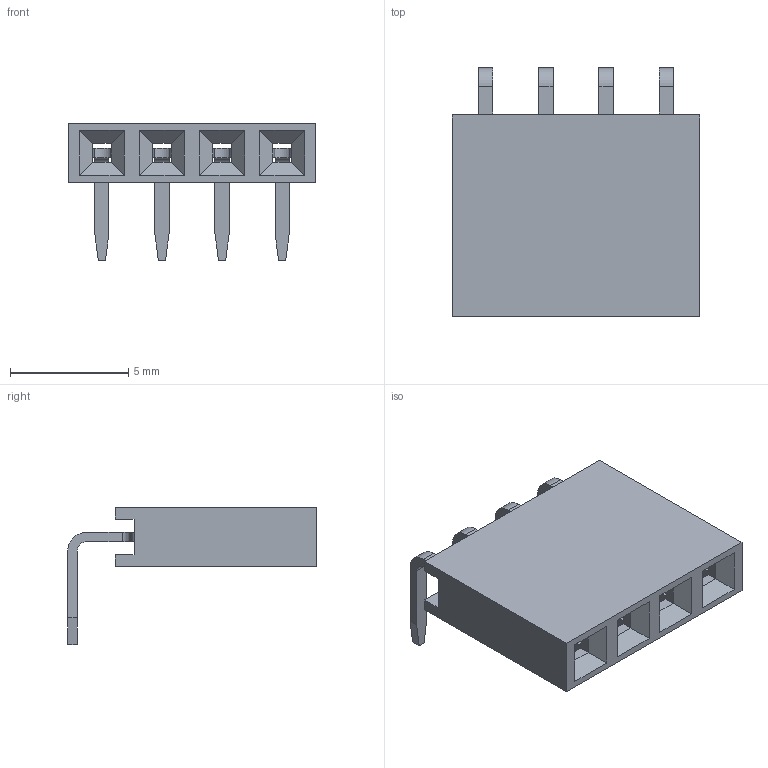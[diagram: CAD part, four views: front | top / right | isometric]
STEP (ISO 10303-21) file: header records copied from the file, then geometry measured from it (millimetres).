
FILE_DESCRIPTION(('STEP AP214'), '1');
FILE_NAME('DS1024-1x5RF1', '2017-07-15T12:19:10', ('Nobody'), (''), 'ASCON STEP Converter 1.3', 'ASCON Math Kernel', '');
FILE_SCHEMA(('AUTOMOTIVE_DESIGN { 1 0 10303 214 3 1 1}'));
Length unit declared in the file: millimetre
Assembly tree (5 placements, depth 2):
  (unnamed)
    (unnamed)
    (unnamed)  x4
Bounding box: 10.46 x 10.5 x 5.8 mm (x, y, z)
Volume: 170.5 mm3; surface area: 633 mm2
Topology: 5 solids, 5 shells, 214 faces, 608 edges, 400 vertices
Faces by surface type: plane 162, cylinder 52
Entity records: 4967 total; most frequent: CARTESIAN_POINT 682, ORIENTED_EDGE 676, DIRECTION 612, EDGE_CURVE 338, LINE 312, VECTOR 312, VERTEX_POINT 220, AXIS2_PLACEMENT_3D 150
